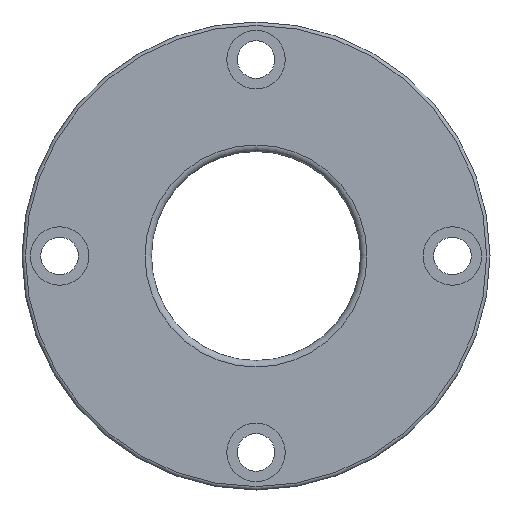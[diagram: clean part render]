
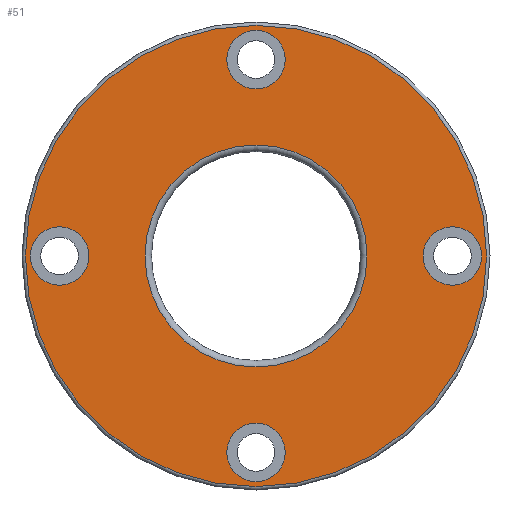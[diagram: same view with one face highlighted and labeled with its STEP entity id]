
A CAD part, left-side view. The second image highlights one B-rep face of the part: STEP entity #51.
In plain terms, the highlighted planar face has unit normal (-1, 0, 0).
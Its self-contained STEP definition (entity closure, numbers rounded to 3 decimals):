
#51 = ADVANCED_FACE( '', ( #118, #119, #120, #121, #122, #123 ), #124, .T. );
#118 = FACE_BOUND( '', #225, .T. );
#119 = FACE_BOUND( '', #226, .T. );
#120 = FACE_BOUND( '', #227, .T. );
#121 = FACE_OUTER_BOUND( '', #228, .T. );
#122 = FACE_BOUND( '', #229, .T. );
#123 = FACE_BOUND( '', #230, .T. );
#124 = PLANE( '', #231 );
#225 = EDGE_LOOP( '', ( #330 ) );
#226 = EDGE_LOOP( '', ( #331 ) );
#227 = EDGE_LOOP( '', ( #332 ) );
#228 = EDGE_LOOP( '', ( #333 ) );
#229 = EDGE_LOOP( '', ( #334 ) );
#230 = EDGE_LOOP( '', ( #335 ) );
#231 = AXIS2_PLACEMENT_3D( '', #336, #337, #338 );
#330 = ORIENTED_EDGE( '', *, *, #470, .T. );
#331 = ORIENTED_EDGE( '', *, *, #471, .T. );
#332 = ORIENTED_EDGE( '', *, *, #472, .T. );
#333 = ORIENTED_EDGE( '', *, *, #473, .F. );
#334 = ORIENTED_EDGE( '', *, *, #474, .T. );
#335 = ORIENTED_EDGE( '', *, *, #475, .T. );
#336 = CARTESIAN_POINT( '', ( 0., 55.188, 0. ) );
#337 = DIRECTION( '', ( -1., 0., 0. ) );
#338 = DIRECTION( '', ( 0., 0., 1. ) );
#470 = EDGE_CURVE( '', #524, #524, #525, .T. );
#471 = EDGE_CURVE( '', #526, #526, #527, .F. );
#472 = EDGE_CURVE( '', #528, #528, #529, .T. );
#473 = EDGE_CURVE( '', #530, #530, #531, .T. );
#474 = EDGE_CURVE( '', #532, #532, #533, .T. );
#475 = EDGE_CURVE( '', #534, #534, #535, .T. );
#524 = VERTEX_POINT( '', #601 );
#525 = CIRCLE( '', #602, 26.563 );
#526 = VERTEX_POINT( '', #603 );
#527 = CIRCLE( '', #604, 7. );
#528 = VERTEX_POINT( '', #605 );
#529 = CIRCLE( '', #606, 7. );
#530 = VERTEX_POINT( '', #607 );
#531 = CIRCLE( '', #608, 55.188 );
#532 = VERTEX_POINT( '', #609 );
#533 = CIRCLE( '', #610, 7. );
#534 = VERTEX_POINT( '', #611 );
#535 = CIRCLE( '', #612, 7. );
#601 = CARTESIAN_POINT( '', ( 0., 0., -26.563 ) );
#602 = AXIS2_PLACEMENT_3D( '', #679, #680, #681 );
#603 = CARTESIAN_POINT( '', ( 0., 47., 7. ) );
#604 = AXIS2_PLACEMENT_3D( '', #682, #683, #684 );
#605 = CARTESIAN_POINT( '', ( 0., 0., -54. ) );
#606 = AXIS2_PLACEMENT_3D( '', #685, #686, #687 );
#607 = CARTESIAN_POINT( '', ( 0., 0., -55.188 ) );
#608 = AXIS2_PLACEMENT_3D( '', #688, #689, #690 );
#609 = CARTESIAN_POINT( '', ( 0., -47., -7. ) );
#610 = AXIS2_PLACEMENT_3D( '', #691, #692, #693 );
#611 = CARTESIAN_POINT( '', ( 0., 0., 40. ) );
#612 = AXIS2_PLACEMENT_3D( '', #694, #695, #696 );
#679 = CARTESIAN_POINT( '', ( 0., 0., 0. ) );
#680 = DIRECTION( '', ( 1., 0., 0. ) );
#681 = DIRECTION( '', ( 0., 0., -1. ) );
#682 = CARTESIAN_POINT( '', ( 0., 47., 0. ) );
#683 = DIRECTION( '', ( -1., 0., 0. ) );
#684 = DIRECTION( '', ( 0., 0., 1. ) );
#685 = CARTESIAN_POINT( '', ( 0., 0., -47. ) );
#686 = DIRECTION( '', ( 1., 0., 0. ) );
#687 = DIRECTION( '', ( 0., 0., -1. ) );
#688 = CARTESIAN_POINT( '', ( 0., 0., 0. ) );
#689 = DIRECTION( '', ( 1., 0., 0. ) );
#690 = DIRECTION( '', ( 0., 0., -1. ) );
#691 = CARTESIAN_POINT( '', ( 0., -47., 0. ) );
#692 = DIRECTION( '', ( 1., 0., 0. ) );
#693 = DIRECTION( '', ( 0., 0., -1. ) );
#694 = CARTESIAN_POINT( '', ( 0., 0., 47. ) );
#695 = DIRECTION( '', ( 1., 0., 0. ) );
#696 = DIRECTION( '', ( 0., 0., -1. ) );
